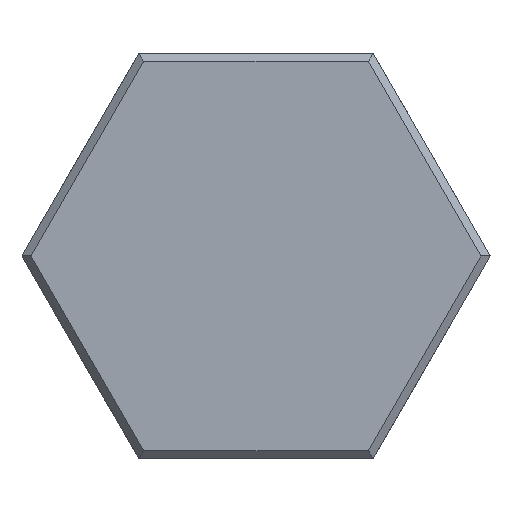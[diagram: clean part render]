
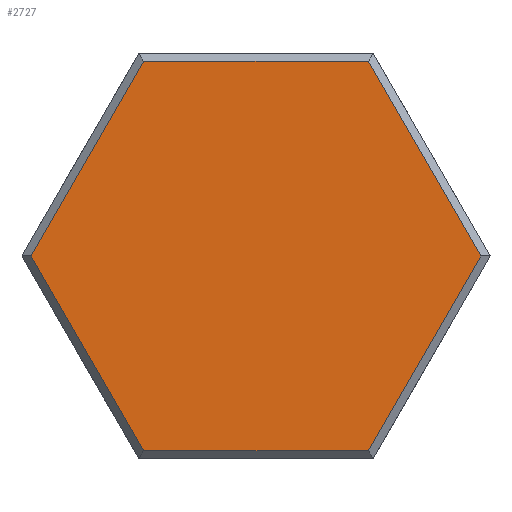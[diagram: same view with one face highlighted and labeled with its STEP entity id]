
A CAD part, left-side view. The second image highlights one B-rep face of the part: STEP entity #2727.
In plain terms, the highlighted planar face has unit normal (-1, 0, 0).
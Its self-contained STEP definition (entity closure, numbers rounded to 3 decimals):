
#73 = EDGE_CURVE ( 'NONE', #3856, #2732, #4704, .T. ) ;
#231 = FACE_OUTER_BOUND ( 'NONE', #2914, .T. ) ;
#336 = VERTEX_POINT ( 'NONE', #2058 ) ;
#421 = ORIENTED_EDGE ( 'NONE', *, *, #6538, .T. ) ;
#436 = DIRECTION ( 'NONE',  ( 0., 1., 0. ) ) ;
#1120 = DIRECTION ( 'NONE',  ( 0., -1., 0. ) ) ;
#1266 = LINE ( 'NONE', #7180, #1270 ) ;
#1270 = VECTOR ( 'NONE', #436, 1000. ) ;
#1656 = EDGE_CURVE ( 'NONE', #2414, #2426, #1266, .T. ) ;
#2058 = CARTESIAN_POINT ( 'NONE',  ( -67.5, -2.771, 0. ) ) ;
#2139 = VERTEX_POINT ( 'NONE', #8552 ) ;
#2340 = CARTESIAN_POINT ( 'NONE',  ( -67.5, -1.386, 2.4 ) ) ;
#2414 = VERTEX_POINT ( 'NONE', #2340 ) ;
#2426 = VERTEX_POINT ( 'NONE', #10100 ) ;
#2502 = DIRECTION ( 'NONE',  ( 0., -0.5, 0.866 ) ) ;
#2727 = ADVANCED_FACE ( 'NONE', ( #231 ), #5312, .T. ) ;
#2732 = VERTEX_POINT ( 'NONE', #4470 ) ;
#2914 = EDGE_LOOP ( 'NONE', ( #5901, #9317, #421, #10873, #8614, #3680 ) ) ;
#3107 = DIRECTION ( 'NONE',  ( 0., -0.5, -0.866 ) ) ;
#3590 = CARTESIAN_POINT ( 'NONE',  ( -67.5, 2.885, 0. ) ) ;
#3680 = ORIENTED_EDGE ( 'NONE', *, *, #6299, .T. ) ;
#3856 = VERTEX_POINT ( 'NONE', #7020 ) ;
#3922 = CARTESIAN_POINT ( 'NONE',  ( -67.5, 2.8, -0.049 ) ) ;
#4011 = AXIS2_PLACEMENT_3D ( 'NONE', #3590, #8693, #1120 ) ;
#4157 = EDGE_CURVE ( 'NONE', #336, #2414, #7318, .T. ) ;
#4209 = VECTOR ( 'NONE', #8541, 1000. ) ;
#4381 = VECTOR ( 'NONE', #10733, 1000. ) ;
#4470 = CARTESIAN_POINT ( 'NONE',  ( -67.5, 1.386, -2.4 ) ) ;
#4704 = LINE ( 'NONE', #7321, #9032 ) ;
#5312 = PLANE ( 'NONE',  #4011 ) ;
#5481 = LINE ( 'NONE', #3922, #4381 ) ;
#5767 = LINE ( 'NONE', #9206, #7943 ) ;
#5901 = ORIENTED_EDGE ( 'NONE', *, *, #4157, .T. ) ;
#6107 = LINE ( 'NONE', #10373, #4209 ) ;
#6299 = EDGE_CURVE ( 'NONE', #2139, #336, #5767, .T. ) ;
#6491 = VECTOR ( 'NONE', #8924, 1000. ) ;
#6538 = EDGE_CURVE ( 'NONE', #2426, #3856, #5481, .T. ) ;
#7020 = CARTESIAN_POINT ( 'NONE',  ( -67.5, 2.771, 0. ) ) ;
#7039 = EDGE_CURVE ( 'NONE', #2732, #2139, #6107, .T. ) ;
#7180 = CARTESIAN_POINT ( 'NONE',  ( -67.5, 2.885, 2.4 ) ) ;
#7209 = CARTESIAN_POINT ( 'NONE',  ( -67.5, -1.357, 2.449 ) ) ;
#7318 = LINE ( 'NONE', #7209, #6491 ) ;
#7321 = CARTESIAN_POINT ( 'NONE',  ( -67.5, 2.8, 0.049 ) ) ;
#7943 = VECTOR ( 'NONE', #2502, 1000. ) ;
#8541 = DIRECTION ( 'NONE',  ( 0., -1., 0. ) ) ;
#8552 = CARTESIAN_POINT ( 'NONE',  ( -67.5, -1.386, -2.4 ) ) ;
#8614 = ORIENTED_EDGE ( 'NONE', *, *, #7039, .T. ) ;
#8693 = DIRECTION ( 'NONE',  ( -1., 0., 0. ) ) ;
#8924 = DIRECTION ( 'NONE',  ( 0., 0.5, 0.866 ) ) ;
#9032 = VECTOR ( 'NONE', #3107, 1000. ) ;
#9206 = CARTESIAN_POINT ( 'NONE',  ( -67.5, -1.357, -2.449 ) ) ;
#9317 = ORIENTED_EDGE ( 'NONE', *, *, #1656, .T. ) ;
#10100 = CARTESIAN_POINT ( 'NONE',  ( -67.5, 1.386, 2.4 ) ) ;
#10373 = CARTESIAN_POINT ( 'NONE',  ( -67.5, 2.885, -2.4 ) ) ;
#10733 = DIRECTION ( 'NONE',  ( 0., 0.5, -0.866 ) ) ;
#10873 = ORIENTED_EDGE ( 'NONE', *, *, #73, .T. ) ;
